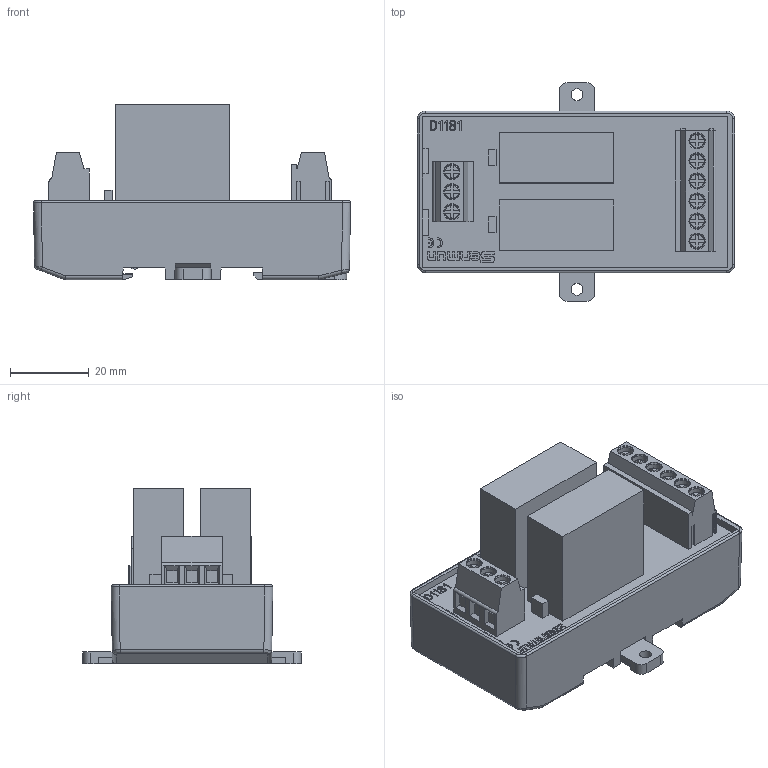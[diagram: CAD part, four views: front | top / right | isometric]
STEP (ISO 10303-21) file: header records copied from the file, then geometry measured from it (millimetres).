
FILE_DESCRIPTION(/* description */ (''),/* implementation_level */ '2;1');
FILE_NAME(/* name */ 'D1181-E.stp',/* time_stamp */ '2024-08-16T09:00:07+08:00',/* author */ (''),/* organization */ (''),/* preprocessor_version */ 'ST-DEVELOPER v14',/* originating_system */ 'SIEMENS PLM Software NX 8.0',/* authorisation */ '');
FILE_SCHEMA (('AUTOMOTIVE_DESIGN { 1 0 10303 214 3 1 1 1 }'));
Length unit declared in the file: millimetre
Products named in the file (1): Admi12A04B78abl7
Bounding box: 80.4 x 55.37 x 44.5 mm (x, y, z)
Volume: 79886.2 mm3; surface area: 23874.4 mm2
Topology: 3 solids, 5 shells, 1089 faces, 2965 edges, 1960 vertices
Faces by surface type: plane 822, cylinder 162, torus 41, bspline 30, cone 22, extrusion 12
Full cylindrical faces by diameter (mm): 2.6 x4, 3 x2, 4.1 x14
Entity records: 41330 total; most frequent: CARTESIAN_POINT 13372, ORIENTED_EDGE 5812, DIRECTION 5093, EDGE_CURVE 2906, VECTOR 2255, LINE 2243, VERTEX_POINT 1942, AXIS2_PLACEMENT_3D 1419
